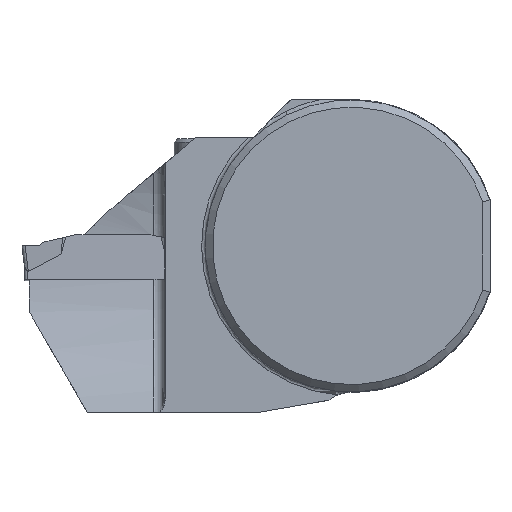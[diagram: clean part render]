
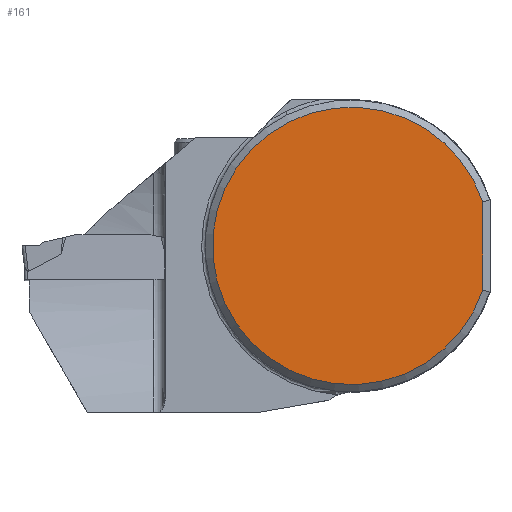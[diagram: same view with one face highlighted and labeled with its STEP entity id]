
A CAD part, top view. The second image highlights one B-rep face of the part: STEP entity #161.
In plain terms, the highlighted planar face has unit normal (0, 0, 1).
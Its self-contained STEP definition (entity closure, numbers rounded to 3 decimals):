
#111=PLANE('',#1531);
#161=ADVANCED_FACE('',(#251),#111,.F.);
#251=FACE_OUTER_BOUND('',#324,.T.);
#324=EDGE_LOOP('',(#710,#711));
#466=LINE('',#2079,#582);
#582=VECTOR('',#1681,1.);
#710=ORIENTED_EDGE('',*,*,#1250,.F.);
#711=ORIENTED_EDGE('',*,*,#1251,.T.);
#1116=VERTEX_POINT('',#2080);
#1117=VERTEX_POINT('',#2081);
#1250=EDGE_CURVE('',#1116,#1117,#466,.T.);
#1251=EDGE_CURVE('',#1116,#1117,#1443,.T.);
#1443=CIRCLE('',#1530,19.);
#1530=AXIS2_PLACEMENT_3D('',#2082,#1682,#1683);
#1531=AXIS2_PLACEMENT_3D('',#2083,#1684,#1685);
#1681=DIRECTION('',(0.,-1.,0.));
#1682=DIRECTION('',(0.,0.,1.));
#1683=DIRECTION('',(-1.,0.,0.));
#1684=DIRECTION('',(0.,0.,-1.));
#1685=DIRECTION('',(-1.,0.,0.));
#2079=CARTESIAN_POINT('',(18.,0.,0.325));
#2080=CARTESIAN_POINT('',(18.,6.083,0.325));
#2081=CARTESIAN_POINT('',(18.,-6.083,0.325));
#2082=CARTESIAN_POINT('',(0.,0.,0.325));
#2083=CARTESIAN_POINT('',(0.,0.,0.325));
